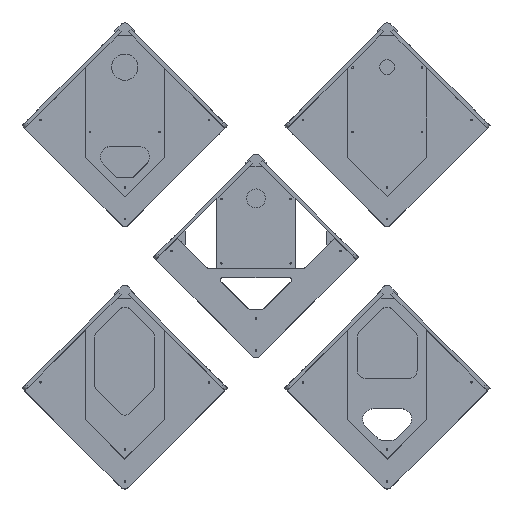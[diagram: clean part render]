
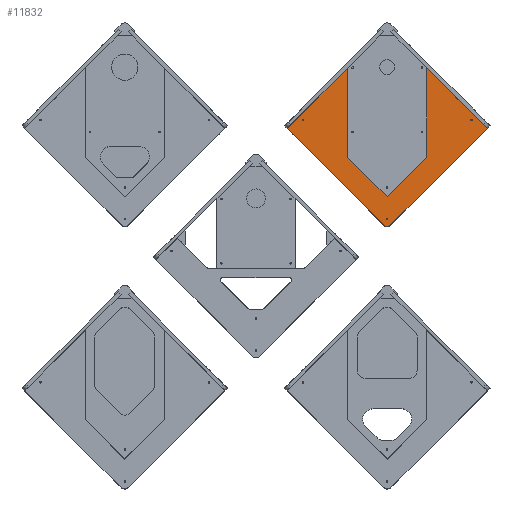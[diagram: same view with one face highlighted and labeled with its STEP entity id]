
A CAD part, top view. The second image highlights one B-rep face of the part: STEP entity #11832.
In plain terms, the highlighted planar face has unit normal (0, 0, 1).
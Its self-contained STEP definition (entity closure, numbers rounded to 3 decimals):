
#81 = VECTOR ( 'NONE', #40083, 1000. ) ;
#166 = AXIS2_PLACEMENT_3D ( 'NONE', #25250, #4479, #21179 ) ;
#585 = VECTOR ( 'NONE', #34574, 1000. ) ;
#2038 = CIRCLE ( 'NONE', #10778, 1.5 ) ;
#2227 = CARTESIAN_POINT ( 'NONE',  ( -1659.107, 475.251, 175. ) ) ;
#2651 = ORIENTED_EDGE ( 'NONE', *, *, #23134, .T. ) ;
#3195 = CARTESIAN_POINT ( 'NONE',  ( -1501.5, 286.176, 175. ) ) ;
#4231 = CARTESIAN_POINT ( 'NONE',  ( -1500., 286.176, 175. ) ) ;
#4479 = DIRECTION ( 'NONE',  ( 0., 0., -1. ) ) ;
#4860 = VECTOR ( 'NONE', #52093, 1000. ) ;
#4954 = EDGE_CURVE ( 'NONE', #7235, #15710, #22589, .T. ) ;
#5058 = EDGE_CURVE ( 'NONE', #52112, #47346, #16482, .T. ) ;
#5953 = CARTESIAN_POINT ( 'NONE',  ( -1575., 500., 175. ) ) ;
#6165 = CARTESIAN_POINT ( 'NONE',  ( -1690.919, 459.081, 175. ) ) ;
#6220 = ORIENTED_EDGE ( 'NONE', *, *, #40286, .T. ) ;
#6344 = CIRCLE ( 'NONE', #41253, 1.5 ) ;
#6400 = ORIENTED_EDGE ( 'NONE', *, *, #26684, .T. ) ;
#6833 = DIRECTION ( 'NONE',  ( 1., 0., 0. ) ) ;
#7235 = VERTEX_POINT ( 'NONE', #26567 ) ;
#7254 = VERTEX_POINT ( 'NONE', #13730 ) ;
#7710 = FACE_OUTER_BOUND ( 'NONE', #51449, .T. ) ;
#7781 = CARTESIAN_POINT ( 'NONE',  ( -1340.893, 475.251, 175. ) ) ;
#8370 = DIRECTION ( 'NONE',  ( -1., 0., 0. ) ) ;
#9173 = AXIS2_PLACEMENT_3D ( 'NONE', #50211, #31346, #18550 ) ;
#10134 = ORIENTED_EDGE ( 'NONE', *, *, #44966, .T. ) ;
#10252 = ORIENTED_EDGE ( 'NONE', *, *, #53002, .T. ) ;
#10381 = CARTESIAN_POINT ( 'NONE',  ( -1337.893, 475.251, 175. ) ) ;
#10778 = AXIS2_PLACEMENT_3D ( 'NONE', #37314, #38391, #41659 ) ;
#10831 = VECTOR ( 'NONE', #18761, 1000. ) ;
#10998 = CARTESIAN_POINT ( 'NONE',  ( -1498.5, 286.176, 175. ) ) ;
#11832 = ADVANCED_FACE ( 'NONE', ( #25189, #7710, #37766, #49184 ), #20565, .T. ) ;
#11990 = VECTOR ( 'NONE', #17033, 1000. ) ;
#12024 = AXIS2_PLACEMENT_3D ( 'NONE', #4231, #53940, #45481 ) ;
#12076 = LINE ( 'NONE', #41835, #35563 ) ;
#12659 = VERTEX_POINT ( 'NONE', #3195 ) ;
#13310 = CARTESIAN_POINT ( 'NONE',  ( -1425., 575., 175. ) ) ;
#13730 = CARTESIAN_POINT ( 'NONE',  ( -1507.071, 275.233, 175. ) ) ;
#13745 = CIRCLE ( 'NONE', #12024, 1.5 ) ;
#13876 = CIRCLE ( 'NONE', #26115, 1.5 ) ;
#15710 = VERTEX_POINT ( 'NONE', #43762 ) ;
#16482 = LINE ( 'NONE', #36219, #48553 ) ;
#16695 = EDGE_CURVE ( 'NONE', #12659, #36249, #6344, .T. ) ;
#16738 = DIRECTION ( 'NONE',  ( 0.707, 0.707, 0. ) ) ;
#17033 = DIRECTION ( 'NONE',  ( 0.707, -0.707, 0. ) ) ;
#17125 = ORIENTED_EDGE ( 'NONE', *, *, #24923, .T. ) ;
#18247 = ORIENTED_EDGE ( 'NONE', *, *, #20894, .T. ) ;
#18400 = EDGE_CURVE ( 'NONE', #27589, #48685, #25766, .T. ) ;
#18481 = CIRCLE ( 'NONE', #166, 1.5 ) ;
#18550 = DIRECTION ( 'NONE',  ( 1., 0., 0. ) ) ;
#18555 = DIRECTION ( 'NONE',  ( 0., 0., -1. ) ) ;
#18761 = DIRECTION ( 'NONE',  ( -0.707, 0.707, 0. ) ) ;
#19115 = VERTEX_POINT ( 'NONE', #50998 ) ;
#20565 = PLANE ( 'NONE',  #38325 ) ;
#20850 = DIRECTION ( 'NONE',  ( -1., 0., 0. ) ) ;
#20894 = EDGE_CURVE ( 'NONE', #31885, #47346, #22513, .T. ) ;
#21066 = ORIENTED_EDGE ( 'NONE', *, *, #18400, .F. ) ;
#21179 = DIRECTION ( 'NONE',  ( -1., 0., 0. ) ) ;
#22513 = LINE ( 'NONE', #50613, #46670 ) ;
#22589 = LINE ( 'NONE', #26153, #585 ) ;
#22590 = LINE ( 'NONE', #6165, #10831 ) ;
#22905 = ORIENTED_EDGE ( 'NONE', *, *, #5058, .F. ) ;
#22912 = LINE ( 'NONE', #35462, #4860 ) ;
#23134 = EDGE_CURVE ( 'NONE', #52112, #48685, #22912, .T. ) ;
#24309 = CARTESIAN_POINT ( 'NONE',  ( -1660.607, 475.251, 175. ) ) ;
#24760 = CARTESIAN_POINT ( 'NONE',  ( -1500., 286.176, 175. ) ) ;
#24923 = EDGE_CURVE ( 'NONE', #19115, #31885, #12076, .T. ) ;
#24931 = DIRECTION ( 'NONE',  ( 0., 1., 0. ) ) ;
#25030 = VERTEX_POINT ( 'NONE', #10381 ) ;
#25139 = CARTESIAN_POINT ( 'NONE',  ( -1662.107, 475.251, 175. ) ) ;
#25189 = FACE_BOUND ( 'NONE', #38927, .T. ) ;
#25250 = CARTESIAN_POINT ( 'NONE',  ( -1339.393, 475.251, 175. ) ) ;
#25766 = LINE ( 'NONE', #29582, #11990 ) ;
#25831 = ORIENTED_EDGE ( 'NONE', *, *, #35362, .T. ) ;
#25943 = DIRECTION ( 'NONE',  ( -1., 0., 0. ) ) ;
#26115 = AXIS2_PLACEMENT_3D ( 'NONE', #24309, #27336, #6833 ) ;
#26153 = CARTESIAN_POINT ( 'NONE',  ( -1500., 650., 175. ) ) ;
#26403 = EDGE_CURVE ( 'NONE', #42218, #46444, #13876, .T. ) ;
#26567 = CARTESIAN_POINT ( 'NONE',  ( -1690.919, 459.081, 175. ) ) ;
#26684 = EDGE_CURVE ( 'NONE', #39125, #25030, #33093, .T. ) ;
#27336 = DIRECTION ( 'NONE',  ( 0., 0., 1. ) ) ;
#27589 = VERTEX_POINT ( 'NONE', #33709 ) ;
#28476 = DIRECTION ( 'NONE',  ( 0., 0., 1. ) ) ;
#29131 = DIRECTION ( 'NONE',  ( 0., 0., -1. ) ) ;
#29582 = CARTESIAN_POINT ( 'NONE',  ( -1585.514, 414.486, 175. ) ) ;
#30306 = ORIENTED_EDGE ( 'NONE', *, *, #37409, .F. ) ;
#30986 = ORIENTED_EDGE ( 'NONE', *, *, #26403, .F. ) ;
#31091 = CARTESIAN_POINT ( 'NONE',  ( -1339.393, 475.251, 175. ) ) ;
#31346 = DIRECTION ( 'NONE',  ( 0., 0., 1. ) ) ;
#31885 = VERTEX_POINT ( 'NONE', #53442 ) ;
#32727 = CIRCLE ( 'NONE', #9173, 10. ) ;
#33093 = CIRCLE ( 'NONE', #37497, 1.5 ) ;
#33709 = CARTESIAN_POINT ( 'NONE',  ( -1575., 403.972, 175. ) ) ;
#34574 = DIRECTION ( 'NONE',  ( 0.707, 0.707, 0. ) ) ;
#35362 = EDGE_CURVE ( 'NONE', #25030, #39125, #18481, .T. ) ;
#35462 = CARTESIAN_POINT ( 'NONE',  ( -1414.486, 414.486, 175. ) ) ;
#35563 = VECTOR ( 'NONE', #16738, 1000. ) ;
#36008 = ORIENTED_EDGE ( 'NONE', *, *, #16695, .T. ) ;
#36219 = CARTESIAN_POINT ( 'NONE',  ( -1425., 500., 175. ) ) ;
#36249 = VERTEX_POINT ( 'NONE', #10998 ) ;
#36743 = ORIENTED_EDGE ( 'NONE', *, *, #47767, .F. ) ;
#36933 = EDGE_LOOP ( 'NONE', ( #30986, #36743 ) ) ;
#37314 = CARTESIAN_POINT ( 'NONE',  ( -1660.607, 475.251, 175. ) ) ;
#37409 = EDGE_CURVE ( 'NONE', #7254, #7235, #22590, .T. ) ;
#37497 = AXIS2_PLACEMENT_3D ( 'NONE', #31091, #18555, #25943 ) ;
#37766 = FACE_BOUND ( 'NONE', #41673, .T. ) ;
#38325 = AXIS2_PLACEMENT_3D ( 'NONE', #45926, #28476, #20850 ) ;
#38391 = DIRECTION ( 'NONE',  ( 0., 0., 1. ) ) ;
#38927 = EDGE_LOOP ( 'NONE', ( #36008, #6220 ) ) ;
#39125 = VERTEX_POINT ( 'NONE', #7781 ) ;
#40083 = DIRECTION ( 'NONE',  ( 0., 1., 0. ) ) ;
#40286 = EDGE_CURVE ( 'NONE', #36249, #12659, #13745, .T. ) ;
#41253 = AXIS2_PLACEMENT_3D ( 'NONE', #24760, #29131, #8370 ) ;
#41351 = CARTESIAN_POINT ( 'NONE',  ( -1425., 403.972, 175. ) ) ;
#41659 = DIRECTION ( 'NONE',  ( 1., 0., 0. ) ) ;
#41673 = EDGE_LOOP ( 'NONE', ( #6400, #25831 ) ) ;
#41835 = CARTESIAN_POINT ( 'NONE',  ( -1309.081, 459.081, 175. ) ) ;
#42218 = VERTEX_POINT ( 'NONE', #2227 ) ;
#42747 = ORIENTED_EDGE ( 'NONE', *, *, #4954, .F. ) ;
#43500 = DIRECTION ( 'NONE',  ( -0.707, 0.707, 0. ) ) ;
#43762 = CARTESIAN_POINT ( 'NONE',  ( -1575., 575., 175. ) ) ;
#44966 = EDGE_CURVE ( 'NONE', #27589, #15710, #51809, .T. ) ;
#45481 = DIRECTION ( 'NONE',  ( -1., 0., 0. ) ) ;
#45926 = CARTESIAN_POINT ( 'NONE',  ( -1500., 500., 175. ) ) ;
#46444 = VERTEX_POINT ( 'NONE', #25139 ) ;
#46670 = VECTOR ( 'NONE', #43500, 1000. ) ;
#47346 = VERTEX_POINT ( 'NONE', #13310 ) ;
#47767 = EDGE_CURVE ( 'NONE', #46444, #42218, #2038, .T. ) ;
#48553 = VECTOR ( 'NONE', #24931, 1000. ) ;
#48685 = VERTEX_POINT ( 'NONE', #52316 ) ;
#49184 = FACE_BOUND ( 'NONE', #36933, .T. ) ;
#50211 = CARTESIAN_POINT ( 'NONE',  ( -1500., 282.304, 175. ) ) ;
#50613 = CARTESIAN_POINT ( 'NONE',  ( -1500., 650., 175. ) ) ;
#50998 = CARTESIAN_POINT ( 'NONE',  ( -1492.929, 275.233, 175. ) ) ;
#51449 = EDGE_LOOP ( 'NONE', ( #30306, #10252, #17125, #18247, #22905, #2651, #21066, #10134, #42747 ) ) ;
#51809 = LINE ( 'NONE', #5953, #81 ) ;
#52093 = DIRECTION ( 'NONE',  ( -0.707, -0.707, 0. ) ) ;
#52112 = VERTEX_POINT ( 'NONE', #41351 ) ;
#52316 = CARTESIAN_POINT ( 'NONE',  ( -1500., 328.972, 175. ) ) ;
#53002 = EDGE_CURVE ( 'NONE', #7254, #19115, #32727, .T. ) ;
#53442 = CARTESIAN_POINT ( 'NONE',  ( -1309.081, 459.081, 175. ) ) ;
#53940 = DIRECTION ( 'NONE',  ( 0., 0., -1. ) ) ;
